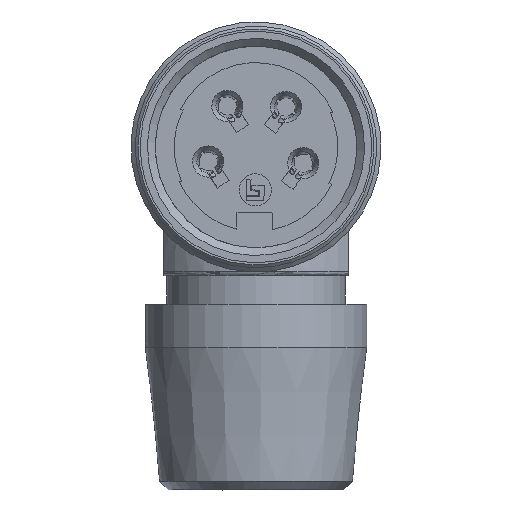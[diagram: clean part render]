
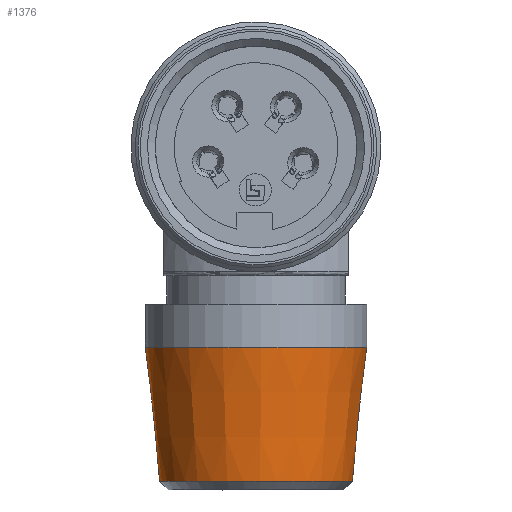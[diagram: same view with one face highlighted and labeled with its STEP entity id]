
A CAD part, left-side view. The second image highlights one B-rep face of the part: STEP entity #1376.
In plain terms, the highlighted conical face has half-angle 6.072 degrees and reference radius 6.75 mm.
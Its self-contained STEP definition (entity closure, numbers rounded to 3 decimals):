
#128=CONICAL_SURFACE('',#5056,6.75,6.072);
#1376=ADVANCED_FACE('',(#1738,#1739),#128,.T.);
#1738=FACE_BOUND('',#1863,.T.);
#1739=FACE_BOUND('',#1864,.T.);
#1863=EDGE_LOOP('',(#2385));
#1864=EDGE_LOOP('',(#2386));
#2385=ORIENTED_EDGE('',*,*,#4205,.F.);
#2386=ORIENTED_EDGE('',*,*,#4206,.T.);
#3666=VERTEX_POINT('',#7415);
#3667=VERTEX_POINT('',#7418);
#4205=EDGE_CURVE('',#3666,#3666,#4818,.T.);
#4206=EDGE_CURVE('',#3667,#3667,#4819,.T.);
#4818=CIRCLE('',#5053,7.75);
#4819=CIRCLE('',#5055,6.75);
#5053=AXIS2_PLACEMENT_3D('',#7414,#5690,#5691);
#5055=AXIS2_PLACEMENT_3D('',#7417,#5694,#5695);
#5056=AXIS2_PLACEMENT_3D('',#7419,#5696,#5697);
#5690=DIRECTION('',(0.,0.,1.));
#5691=DIRECTION('',(0.924,0.383,0.));
#5694=DIRECTION('',(0.,0.,1.));
#5695=DIRECTION('',(0.924,0.383,0.));
#5696=DIRECTION('',(0.,0.,1.));
#5697=DIRECTION('',(0.924,0.383,0.));
#7414=CARTESIAN_POINT('',(25.6,-0.062,-14.062));
#7415=CARTESIAN_POINT('',(32.759,2.907,-14.062));
#7417=CARTESIAN_POINT('',(25.6,-0.062,-23.462));
#7418=CARTESIAN_POINT('',(31.835,2.524,-23.462));
#7419=CARTESIAN_POINT('',(25.6,-0.062,-23.462));
